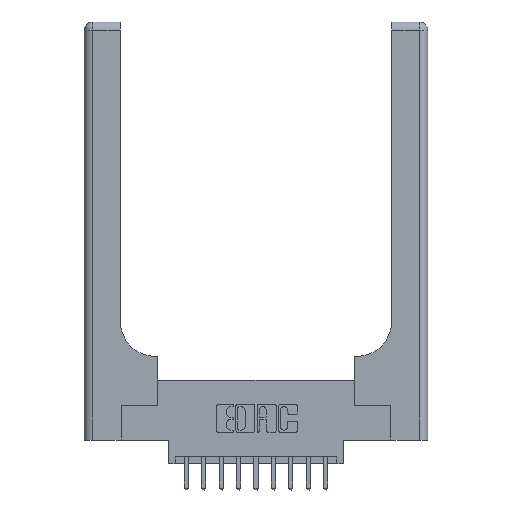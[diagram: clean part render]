
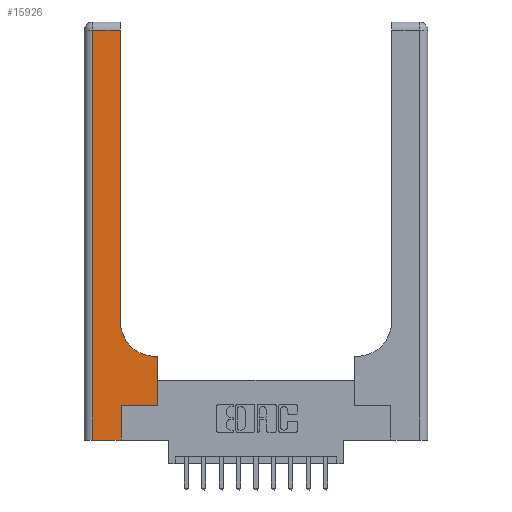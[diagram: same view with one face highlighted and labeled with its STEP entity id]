
A CAD part, top view. The second image highlights one B-rep face of the part: STEP entity #15926.
In plain terms, the highlighted planar face has unit normal (0, 0, 1).
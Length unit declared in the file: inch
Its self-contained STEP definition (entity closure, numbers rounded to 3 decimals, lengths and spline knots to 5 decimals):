
#10 = DIRECTION ( 'NONE',  ( -1., 0., 0. ) ) ;
#292 = CARTESIAN_POINT ( 'NONE',  ( 0.26, 0.85, 0.37 ) ) ;
#412 = LINE ( 'NONE', #15472, #11411 ) ;
#420 = EDGE_CURVE ( 'NONE', #2649, #11668, #14473, .T. ) ;
#728 = ORIENTED_EDGE ( 'NONE', *, *, #8801, .T. ) ;
#2233 = ORIENTED_EDGE ( 'NONE', *, *, #11721, .T. ) ;
#2649 = VERTEX_POINT ( 'NONE', #5777 ) ;
#2993 = DIRECTION ( 'NONE',  ( -1., 0., 0. ) ) ;
#3060 = LINE ( 'NONE', #10624, #10860 ) ;
#3121 = CARTESIAN_POINT ( 'NONE',  ( 0.51, 0.6, 0.37 ) ) ;
#3198 = ORIENTED_EDGE ( 'NONE', *, *, #9002, .T. ) ;
#3204 = DIRECTION ( 'NONE',  ( 0., 0., -1. ) ) ;
#3220 = DIRECTION ( 'NONE',  ( 1., 0., 0. ) ) ;
#3786 = LINE ( 'NONE', #6467, #5384 ) ;
#4261 = VERTEX_POINT ( 'NONE', #14327 ) ;
#4301 = CARTESIAN_POINT ( 'NONE',  ( 0.06, 3., 0.37 ) ) ;
#4373 = DIRECTION ( 'NONE',  ( 1., 0., 0. ) ) ;
#4407 = DIRECTION ( 'NONE',  ( 1., 0., 0. ) ) ;
#4535 = DIRECTION ( 'NONE',  ( 0., 0., -1. ) ) ;
#5143 = VERTEX_POINT ( 'NONE', #10366 ) ;
#5199 = ORIENTED_EDGE ( 'NONE', *, *, #10031, .T. ) ;
#5280 = CARTESIAN_POINT ( 'NONE',  ( 0.26, 3., 0.37 ) ) ;
#5346 = VERTEX_POINT ( 'NONE', #14762 ) ;
#5384 = VECTOR ( 'NONE', #10, 39.37008 ) ;
#5593 = ORIENTED_EDGE ( 'NONE', *, *, #11310, .T. ) ;
#5777 = CARTESIAN_POINT ( 'NONE',  ( 0.06, 0., 0.37 ) ) ;
#6120 = ORIENTED_EDGE ( 'NONE', *, *, #14454, .T. ) ;
#6467 = CARTESIAN_POINT ( 'NONE',  ( 0., 2.94, 0.37 ) ) ;
#6839 = ORIENTED_EDGE ( 'NONE', *, *, #8232, .T. ) ;
#7607 = AXIS2_PLACEMENT_3D ( 'NONE', #10741, #4535, #15924 ) ;
#7830 = VECTOR ( 'NONE', #16024, 39.37008 ) ;
#8006 = CARTESIAN_POINT ( 'NONE',  ( 0.51, 0.85, 0.37 ) ) ;
#8232 = EDGE_CURVE ( 'NONE', #5143, #12011, #3060, .T. ) ;
#8631 = EDGE_CURVE ( 'NONE', #10530, #4261, #3786, .T. ) ;
#8633 = LINE ( 'NONE', #11003, #7830 ) ;
#8764 = CARTESIAN_POINT ( 'NONE',  ( 0.528, 0.25, 0.37 ) ) ;
#8801 = EDGE_CURVE ( 'NONE', #11668, #5143, #412, .T. ) ;
#9002 = EDGE_CURVE ( 'NONE', #11714, #10530, #15211, .T. ) ;
#9289 = DIRECTION ( 'NONE',  ( 0., 1., 0. ) ) ;
#9423 = FACE_OUTER_BOUND ( 'NONE', #10950, .T. ) ;
#9981 = VERTEX_POINT ( 'NONE', #3121 ) ;
#10031 = EDGE_CURVE ( 'NONE', #9981, #11714, #12177, .T. ) ;
#10172 = CARTESIAN_POINT ( 'NONE',  ( 0.26, 0.6, 0.37 ) ) ;
#10177 = DIRECTION ( 'NONE',  ( 0., 1., 0. ) ) ;
#10262 = DIRECTION ( 'NONE',  ( 0., -1., 0. ) ) ;
#10366 = CARTESIAN_POINT ( 'NONE',  ( 0.265, 0.25, 0.37 ) ) ;
#10530 = VERTEX_POINT ( 'NONE', #13163 ) ;
#10624 = CARTESIAN_POINT ( 'NONE',  ( 0.265, 0.25, 0.37 ) ) ;
#10653 = CARTESIAN_POINT ( 'NONE',  ( 0., 0., 0.37 ) ) ;
#10741 = CARTESIAN_POINT ( 'NONE',  ( 0., 3., 0.37 ) ) ;
#10860 = VECTOR ( 'NONE', #3220, 39.37008 ) ;
#10879 = VECTOR ( 'NONE', #10177, 39.37008 ) ;
#10950 = EDGE_LOOP ( 'NONE', ( #3198, #11137, #5593, #13311, #728, #6839, #6120, #2233, #5199 ) ) ;
#11003 = CARTESIAN_POINT ( 'NONE',  ( 0.528, 0.25, 0.37 ) ) ;
#11137 = ORIENTED_EDGE ( 'NONE', *, *, #8631, .T. ) ;
#11310 = EDGE_CURVE ( 'NONE', #4261, #2649, #11651, .T. ) ;
#11397 = LINE ( 'NONE', #10172, #14869 ) ;
#11411 = VECTOR ( 'NONE', #9289, 39.37008 ) ;
#11651 = LINE ( 'NONE', #4301, #13022 ) ;
#11668 = VERTEX_POINT ( 'NONE', #11713 ) ;
#11713 = CARTESIAN_POINT ( 'NONE',  ( 0.265, 0., 0.37 ) ) ;
#11714 = VERTEX_POINT ( 'NONE', #292 ) ;
#11721 = EDGE_CURVE ( 'NONE', #5346, #9981, #11397, .T. ) ;
#12011 = VERTEX_POINT ( 'NONE', #8764 ) ;
#12177 = CIRCLE ( 'NONE', #15087, 0.25 ) ;
#12963 = VECTOR ( 'NONE', #4373, 39.37008 ) ;
#13022 = VECTOR ( 'NONE', #10262, 39.37008 ) ;
#13163 = CARTESIAN_POINT ( 'NONE',  ( 0.26, 2.94, 0.37 ) ) ;
#13311 = ORIENTED_EDGE ( 'NONE', *, *, #420, .T. ) ;
#14327 = CARTESIAN_POINT ( 'NONE',  ( 0.06, 2.94, 0.37 ) ) ;
#14454 = EDGE_CURVE ( 'NONE', #12011, #5346, #8633, .T. ) ;
#14473 = LINE ( 'NONE', #10653, #12963 ) ;
#14477 = PLANE ( 'NONE',  #7607 ) ;
#14762 = CARTESIAN_POINT ( 'NONE',  ( 0.528, 0.6, 0.37 ) ) ;
#14869 = VECTOR ( 'NONE', #2993, 39.37008 ) ;
#15087 = AXIS2_PLACEMENT_3D ( 'NONE', #8006, #3204, #4407 ) ;
#15211 = LINE ( 'NONE', #5280, #10879 ) ;
#15472 = CARTESIAN_POINT ( 'NONE',  ( 0.265, 0., 0.37 ) ) ;
#15924 = DIRECTION ( 'NONE',  ( -1., 0., 0. ) ) ;
#15926 = ADVANCED_FACE ( 'NONE', ( #9423 ), #14477, .F. ) ;
#16024 = DIRECTION ( 'NONE',  ( 0., 1., 0. ) ) ;
